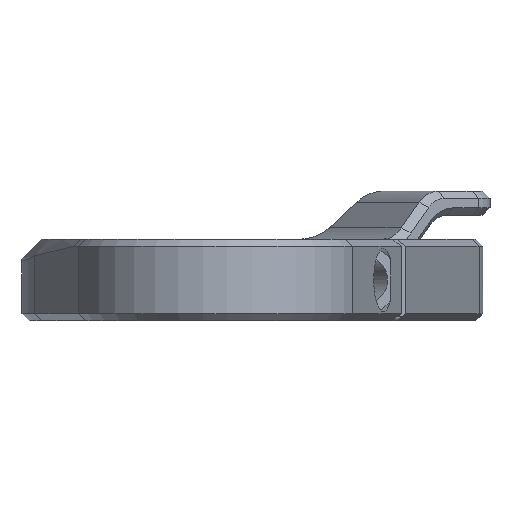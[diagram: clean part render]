
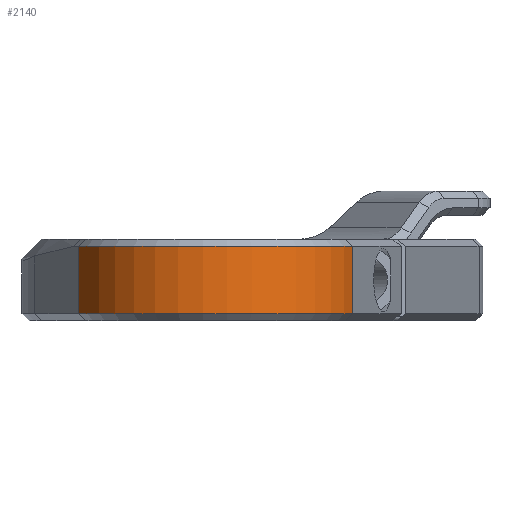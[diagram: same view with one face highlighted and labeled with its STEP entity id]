
A CAD part, left-side view. The second image highlights one B-rep face of the part: STEP entity #2140.
In plain terms, the highlighted cylindrical face has radius 29.5 mm (diameter 59 mm), a partial arc.
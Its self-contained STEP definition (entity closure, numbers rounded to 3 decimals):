
#362 = DIRECTION ( 'NONE',  ( 0., 0., -1. ) ) ;
#422 = EDGE_CURVE ( 'NONE', #1820, #2046, #6272, .T. ) ;
#467 = CIRCLE ( 'NONE', #5800, 29.5 ) ;
#505 = LINE ( 'NONE', #4855, #5342 ) ;
#791 = AXIS2_PLACEMENT_3D ( 'NONE', #3644, #362, #6840 ) ;
#970 = CARTESIAN_POINT ( 'NONE',  ( -113.015, -11.473, 35. ) ) ;
#1000 = DIRECTION ( 'NONE',  ( 1., 0., 0. ) ) ;
#1702 = VECTOR ( 'NONE', #6340, 1000. ) ;
#1726 = DIRECTION ( 'NONE',  ( 1., 0., 0. ) ) ;
#1820 = VERTEX_POINT ( 'NONE', #4869 ) ;
#1921 = CYLINDRICAL_SURFACE ( 'NONE', #791, 29.5 ) ;
#2046 = VERTEX_POINT ( 'NONE', #4172 ) ;
#2140 = ADVANCED_FACE ( 'NONE', ( #4710 ), #1921, .T. ) ;
#2182 = VERTEX_POINT ( 'NONE', #5402 ) ;
#2286 = VERTEX_POINT ( 'NONE', #3127 ) ;
#2402 = ORIENTED_EDGE ( 'NONE', *, *, #422, .T. ) ;
#3098 = AXIS2_PLACEMENT_3D ( 'NONE', #4799, #5878, #1726 ) ;
#3108 = EDGE_LOOP ( 'NONE', ( #4690, #5403, #2402, #6234 ) ) ;
#3127 = CARTESIAN_POINT ( 'NONE',  ( -113.364, -68.432, 33.5 ) ) ;
#3635 = CARTESIAN_POINT ( 'NONE',  ( -105.5, -40., 19.5 ) ) ;
#3644 = CARTESIAN_POINT ( 'NONE',  ( -105.5, -40., 35. ) ) ;
#3734 = EDGE_CURVE ( 'NONE', #2182, #2046, #467, .T. ) ;
#4172 = CARTESIAN_POINT ( 'NONE',  ( -113.015, -11.473, 19.5 ) ) ;
#4690 = ORIENTED_EDGE ( 'NONE', *, *, #4744, .F. ) ;
#4710 = FACE_OUTER_BOUND ( 'NONE', #3108, .T. ) ;
#4744 = EDGE_CURVE ( 'NONE', #2286, #2182, #505, .T. ) ;
#4799 = CARTESIAN_POINT ( 'NONE',  ( -105.5, -40., 33.5 ) ) ;
#4855 = CARTESIAN_POINT ( 'NONE',  ( -113.364, -68.432, 35. ) ) ;
#4869 = CARTESIAN_POINT ( 'NONE',  ( -113.015, -11.473, 33.5 ) ) ;
#5260 = DIRECTION ( 'NONE',  ( 0., 0., -1. ) ) ;
#5279 = DIRECTION ( 'NONE',  ( 0., 0., -1. ) ) ;
#5342 = VECTOR ( 'NONE', #5279, 1000. ) ;
#5402 = CARTESIAN_POINT ( 'NONE',  ( -113.364, -68.432, 19.5 ) ) ;
#5403 = ORIENTED_EDGE ( 'NONE', *, *, #6891, .T. ) ;
#5800 = AXIS2_PLACEMENT_3D ( 'NONE', #3635, #5260, #1000 ) ;
#5878 = DIRECTION ( 'NONE',  ( 0., 0., -1. ) ) ;
#6234 = ORIENTED_EDGE ( 'NONE', *, *, #3734, .F. ) ;
#6272 = LINE ( 'NONE', #970, #1702 ) ;
#6340 = DIRECTION ( 'NONE',  ( 0., 0., -1. ) ) ;
#6454 = CIRCLE ( 'NONE', #3098, 29.5 ) ;
#6840 = DIRECTION ( 'NONE',  ( 1., 0., 0. ) ) ;
#6891 = EDGE_CURVE ( 'NONE', #2286, #1820, #6454, .T. ) ;
